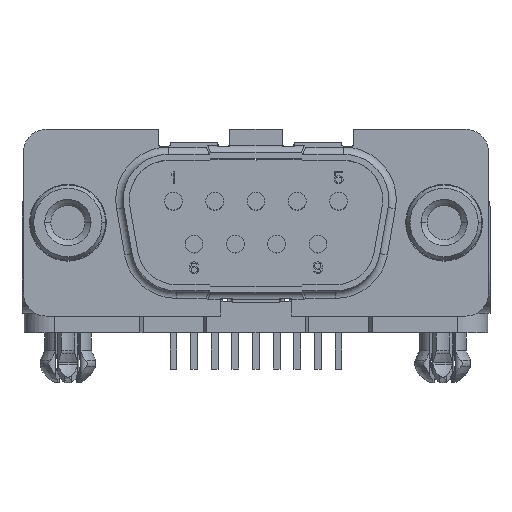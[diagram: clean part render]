
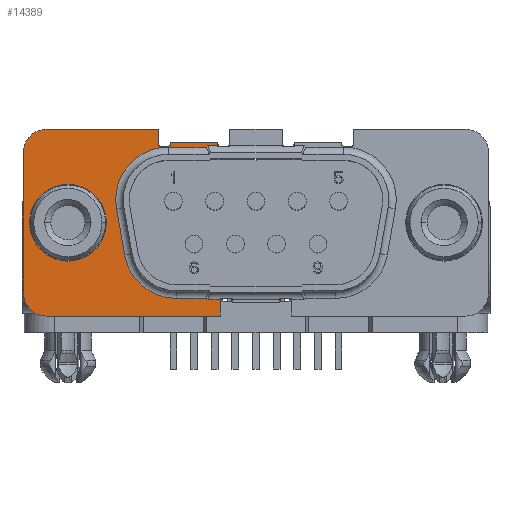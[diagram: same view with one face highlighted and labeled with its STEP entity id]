
A CAD part, top view. The second image highlights one B-rep face of the part: STEP entity #14389.
In plain terms, the highlighted planar face has unit normal (0, 0, 1).
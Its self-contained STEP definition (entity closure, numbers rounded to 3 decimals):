
#2846=CARTESIAN_POINT('',(-12.495,0.,-6.1));
#2847=DIRECTION('',(0.,0.,-1.));
#2848=DIRECTION('',(1.,0.,0.));
#2849=AXIS2_PLACEMENT_3D('',#2846,#2847,#2848);
#2851=CARTESIAN_POINT('',(-12.495,0.,-6.1));
#2852=DIRECTION('',(0.,0.,-1.));
#2853=DIRECTION('',(-1.,0.,0.));
#2854=AXIS2_PLACEMENT_3D('',#2851,#2852,#2853);
#2866=DIRECTION('',(-1.,0.,0.));
#2867=VECTOR('',#2866,0.832);
#2868=CARTESIAN_POINT('',(-2.375,-5.13,-6.1));
#2869=LINE('',#2868,#2867);
#2870=DIRECTION('',(0.,-1.,0.));
#2871=VECTOR('',#2870,0.08);
#2872=CARTESIAN_POINT('',(-2.375,-5.05,-6.1));
#2873=LINE('',#2872,#2871);
#2874=DIRECTION('',(1.,0.,0.));
#2875=VECTOR('',#2874,0.2);
#2876=CARTESIAN_POINT('',(-2.375,-5.05,-6.1));
#2877=LINE('',#2876,#2875);
#2878=DIRECTION('',(0.,1.,0.));
#2879=VECTOR('',#2878,0.95);
#2880=CARTESIAN_POINT('',(-2.375,-6.2,-6.1));
#2881=LINE('',#2880,#2879);
#2882=DIRECTION('',(1.,0.,0.));
#2883=VECTOR('',#2882,11.57);
#2884=CARTESIAN_POINT('',(-13.945,-6.2,-6.1));
#2885=LINE('',#2884,#2883);
#2886=CARTESIAN_POINT('',(-13.945,-4.7,-6.1));
#2887=DIRECTION('',(0.,0.,1.));
#2888=DIRECTION('',(-1.,0.,0.));
#2889=AXIS2_PLACEMENT_3D('',#2886,#2887,#2888);
#2891=DIRECTION('',(0.,-1.,0.));
#2892=VECTOR('',#2891,9.4);
#2893=CARTESIAN_POINT('',(-15.445,4.7,-6.1));
#2894=LINE('',#2893,#2892);
#2895=CARTESIAN_POINT('',(-13.945,4.7,-6.1));
#2896=DIRECTION('',(0.,0.,1.));
#2897=DIRECTION('',(0.,1.,0.));
#2898=AXIS2_PLACEMENT_3D('',#2895,#2896,#2897);
#2900=DIRECTION('',(-1.,0.,0.));
#2901=VECTOR('',#2900,7.46);
#2902=CARTESIAN_POINT('',(-6.485,6.2,-6.1));
#2903=LINE('',#2902,#2901);
#2904=DIRECTION('',(0.,1.,0.));
#2905=VECTOR('',#2904,0.95);
#2906=CARTESIAN_POINT('',(-6.485,5.25,-6.1));
#2907=LINE('',#2906,#2905);
#2908=DIRECTION('',(-1.,0.,0.));
#2909=VECTOR('',#2908,0.4);
#2910=CARTESIAN_POINT('',(-5.885,5.05,-6.1));
#2911=LINE('',#2910,#2909);
#2912=DIRECTION('',(1.,0.,0.));
#2913=VECTOR('',#2912,3.15);
#2914=CARTESIAN_POINT('',(-5.685,5.3,-6.1));
#2915=LINE('',#2914,#2913);
#2916=DIRECTION('',(1.,0.,0.));
#2917=VECTOR('',#2916,0.2);
#2918=CARTESIAN_POINT('',(-2.535,5.05,-6.1));
#2919=LINE('',#2918,#2917);
#2920=DIRECTION('',(0.,1.,0.));
#2921=VECTOR('',#2920,0.08);
#2922=CARTESIAN_POINT('',(-2.535,5.05,-6.1));
#2923=LINE('',#2922,#2921);
#2924=DIRECTION('',(1.,0.,0.));
#2925=VECTOR('',#2924,0.672);
#2926=CARTESIAN_POINT('',(-3.207,5.13,-6.1));
#2927=LINE('',#2926,#2925);
#2928=DIRECTION('',(0.707,0.707,0.));
#2929=VECTOR('',#2928,0.141);
#2930=CARTESIAN_POINT('',(-3.307,5.03,-6.1));
#2931=LINE('',#2930,#2929);
#2932=DIRECTION('',(1.,0.,0.));
#2933=VECTOR('',#2932,2.513);
#2934=CARTESIAN_POINT('',(-5.82,5.03,-6.1));
#2935=LINE('',#2934,#2933);
#2936=CARTESIAN_POINT('',(-5.82,1.53,-6.1));
#2937=DIRECTION('',(0.,0.,-1.));
#2938=DIRECTION('',(-0.985,-0.174,0.));
#2939=AXIS2_PLACEMENT_3D('',#2936,#2937,#2938);
#2941=DIRECTION('',(-0.174,0.985,0.));
#2942=VECTOR('',#2941,3.107);
#2943=CARTESIAN_POINT('',(-8.727,-2.138,-6.1));
#2944=LINE('',#2943,#2942);
#2945=CARTESIAN_POINT('',(-5.28,-1.53,-6.1));
#2946=DIRECTION('',(0.,0.,-1.));
#2947=DIRECTION('',(0.,-1.,0.));
#2948=AXIS2_PLACEMENT_3D('',#2945,#2946,#2947);
#2950=DIRECTION('',(-1.,0.,0.));
#2951=VECTOR('',#2950,1.973);
#2952=CARTESIAN_POINT('',(-3.307,-5.03,-6.1));
#2953=LINE('',#2952,#2951);
#2954=DIRECTION('',(-0.707,0.707,0.));
#2955=VECTOR('',#2954,0.141);
#2956=CARTESIAN_POINT('',(-3.207,-5.13,-6.1));
#2957=LINE('',#2956,#2955);
#4130=CARTESIAN_POINT('',(-3.307,-5.03,-6.1));
#4206=CARTESIAN_POINT('',(-3.207,5.13,-6.1));
#5344=DIRECTION('',(0.,-1.,0.));
#5345=VECTOR('',#5344,0.05);
#5346=CARTESIAN_POINT('',(-5.685,5.3,-6.1));
#5347=LINE('',#5346,#5345);
#5356=DIRECTION('',(0.,-1.,0.));
#5357=VECTOR('',#5356,0.05);
#5358=CARTESIAN_POINT('',(-2.535,5.3,-6.1));
#5359=LINE('',#5358,#5357);
#5377=CARTESIAN_POINT('',(-2.335,5.25,-6.1));
#5378=DIRECTION('',(0.,0.,-1.));
#5379=DIRECTION('',(0.,-1.,0.));
#5380=AXIS2_PLACEMENT_3D('',#5377,#5378,#5379);
#5395=CARTESIAN_POINT('',(-5.885,5.25,-6.1));
#5396=DIRECTION('',(0.,0.,-1.));
#5397=DIRECTION('',(1.,0.,0.));
#5398=AXIS2_PLACEMENT_3D('',#5395,#5396,#5397);
#7903=CARTESIAN_POINT('',(-2.175,-5.25,-6.1));
#7904=DIRECTION('',(0.,0.,-1.));
#7905=DIRECTION('',(-1.,0.,0.));
#7906=AXIS2_PLACEMENT_3D('',#7903,#7904,#7905);
#8045=CARTESIAN_POINT('',(-6.285,5.25,-6.1));
#8046=DIRECTION('',(0.,0.,-1.));
#8047=DIRECTION('',(0.,-1.,0.));
#8048=AXIS2_PLACEMENT_3D('',#8045,#8046,#8047);
#9572=CARTESIAN_POINT('',(-9.945,0.,-6.1));
#9573=CARTESIAN_POINT('',(-15.045,0.,-6.1));
#9574=VERTEX_POINT('',#9572);
#9575=VERTEX_POINT('',#9573);
#9584=CARTESIAN_POINT('',(-6.485,6.2,-6.1));
#9585=CARTESIAN_POINT('',(-13.945,6.2,-6.1));
#9586=VERTEX_POINT('',#9584);
#9587=VERTEX_POINT('',#9585);
#9588=CARTESIAN_POINT('',(-15.445,4.7,-6.1));
#9589=VERTEX_POINT('',#9588);
#9590=CARTESIAN_POINT('',(-15.445,-4.7,-6.1));
#9591=VERTEX_POINT('',#9590);
#9592=CARTESIAN_POINT('',(-13.945,-6.2,-6.1));
#9593=VERTEX_POINT('',#9592);
#9594=CARTESIAN_POINT('',(-2.375,-6.2,-6.1));
#9595=VERTEX_POINT('',#9594);
#10403=CARTESIAN_POINT('',(-5.685,5.3,-6.1));
#10405=VERTEX_POINT('',#10403);
#10409=CARTESIAN_POINT('',(-2.535,5.3,-6.1));
#10411=VERTEX_POINT('',#10409);
#10435=CARTESIAN_POINT('',(-6.485,5.25,-6.1));
#10437=VERTEX_POINT('',#10435);
#10439=CARTESIAN_POINT('',(-6.285,5.05,-6.1));
#10441=VERTEX_POINT('',#10439);
#10460=CARTESIAN_POINT('',(-5.885,5.05,-6.1));
#10461=VERTEX_POINT('',#10460);
#10468=CARTESIAN_POINT('',(-5.685,5.25,-6.1));
#10469=VERTEX_POINT('',#10468);
#10476=CARTESIAN_POINT('',(-2.335,5.05,-6.1));
#10477=VERTEX_POINT('',#10476);
#10478=CARTESIAN_POINT('',(-2.535,5.25,-6.1));
#10479=VERTEX_POINT('',#10478);
#10499=CARTESIAN_POINT('',(-2.175,-5.05,-6.1));
#10501=VERTEX_POINT('',#10499);
#10503=CARTESIAN_POINT('',(-2.375,-5.25,-6.1));
#10505=VERTEX_POINT('',#10503);
#10525=VERTEX_POINT('',#4130);
#10527=VERTEX_POINT('',#4206);
#10548=CARTESIAN_POINT('',(-5.28,-5.03,-6.1));
#10549=CARTESIAN_POINT('',(-8.727,-2.138,-6.1));
#10550=VERTEX_POINT('',#10548);
#10551=VERTEX_POINT('',#10549);
#10554=CARTESIAN_POINT('',(-9.267,0.922,-6.1));
#10555=VERTEX_POINT('',#10554);
#10558=CARTESIAN_POINT('',(-5.82,5.03,-6.1));
#10559=VERTEX_POINT('',#10558);
#10560=CARTESIAN_POINT('',(-3.307,5.03,-6.1));
#10561=VERTEX_POINT('',#10560);
#10698=CARTESIAN_POINT('',(-2.535,5.13,-6.1));
#10699=VERTEX_POINT('',#10698);
#10700=CARTESIAN_POINT('',(-3.207,-5.13,-6.1));
#10701=VERTEX_POINT('',#10700);
#10702=CARTESIAN_POINT('',(-2.375,-5.13,-6.1));
#10703=VERTEX_POINT('',#10702);
#11097=CARTESIAN_POINT('',(-2.375,-5.05,-6.1));
#11099=VERTEX_POINT('',#11097);
#11108=CARTESIAN_POINT('',(-2.535,5.05,-6.1));
#11110=VERTEX_POINT('',#11108);
#14322=CARTESIAN_POINT('',(0.,0.,-6.1));
#14323=DIRECTION('',(0.,0.,1.));
#14324=DIRECTION('',(1.,0.,0.));
#14325=AXIS2_PLACEMENT_3D('',#14322,#14323,#14324);
#14326=PLANE('',#14325);
#14328=ORIENTED_EDGE('',*,*,#14327,.F.);
#14330=ORIENTED_EDGE('',*,*,#14329,.F.);
#14332=ORIENTED_EDGE('',*,*,#14331,.T.);
#14334=ORIENTED_EDGE('',*,*,#14333,.F.);
#14336=ORIENTED_EDGE('',*,*,#14335,.F.);
#14338=ORIENTED_EDGE('',*,*,#14337,.F.);
#14340=ORIENTED_EDGE('',*,*,#14339,.F.);
#14342=ORIENTED_EDGE('',*,*,#14341,.F.);
#14344=ORIENTED_EDGE('',*,*,#14343,.F.);
#14346=ORIENTED_EDGE('',*,*,#14345,.F.);
#14348=ORIENTED_EDGE('',*,*,#14347,.F.);
#14350=ORIENTED_EDGE('',*,*,#14349,.F.);
#14351=ORIENTED_EDGE('',*,*,#14275,.F.);
#14353=ORIENTED_EDGE('',*,*,#14352,.F.);
#14355=ORIENTED_EDGE('',*,*,#14354,.F.);
#14357=ORIENTED_EDGE('',*,*,#14356,.T.);
#14359=ORIENTED_EDGE('',*,*,#14358,.T.);
#14361=ORIENTED_EDGE('',*,*,#14360,.F.);
#14362=ORIENTED_EDGE('',*,*,#14257,.F.);
#14364=ORIENTED_EDGE('',*,*,#14363,.T.);
#14366=ORIENTED_EDGE('',*,*,#14365,.F.);
#14368=ORIENTED_EDGE('',*,*,#14367,.F.);
#14370=ORIENTED_EDGE('',*,*,#14369,.F.);
#14372=ORIENTED_EDGE('',*,*,#14371,.F.);
#14374=ORIENTED_EDGE('',*,*,#14373,.F.);
#14376=ORIENTED_EDGE('',*,*,#14375,.F.);
#14378=ORIENTED_EDGE('',*,*,#14377,.F.);
#14380=ORIENTED_EDGE('',*,*,#14379,.F.);
#14381=EDGE_LOOP('',(#14328,#14330,#14332,#14334,#14336,#14338,#14340,#14342,
#14344,#14346,#14348,#14350,#14351,#14353,#14355,#14357,#14359,#14361,#14362,
#14364,#14366,#14368,#14370,#14372,#14374,#14376,#14378,#14380));
#14382=FACE_OUTER_BOUND('',#14381,.F.);
#14384=ORIENTED_EDGE('',*,*,#14383,.F.);
#14386=ORIENTED_EDGE('',*,*,#14385,.F.);
#14387=EDGE_LOOP('',(#14384,#14386));
#14388=FACE_BOUND('',#14387,.F.);
#14389=ADVANCED_FACE('',(#14382,#14388),#14326,.T.);
#2850=CIRCLE('',#2849,2.55);
#2855=CIRCLE('',#2854,2.55);
#2890=CIRCLE('',#2889,1.5);
#2899=CIRCLE('',#2898,1.5);
#2940=CIRCLE('',#2939,3.5);
#2949=CIRCLE('',#2948,3.5);
#5381=CIRCLE('',#5380,0.2);
#5399=CIRCLE('',#5398,0.2);
#7907=CIRCLE('',#7906,0.2);
#8049=CIRCLE('',#8048,0.2);
#14257=EDGE_CURVE('',#11110,#10477,#2919,.T.);
#14275=EDGE_CURVE('',#10461,#10441,#2911,.T.);
#14327=EDGE_CURVE('',#10703,#10701,#2869,.T.);
#14329=EDGE_CURVE('',#11099,#10703,#2873,.T.);
#14331=EDGE_CURVE('',#11099,#10501,#2877,.T.);
#14333=EDGE_CURVE('',#10505,#10501,#7907,.T.);
#14335=EDGE_CURVE('',#9595,#10505,#2881,.T.);
#14337=EDGE_CURVE('',#9593,#9595,#2885,.T.);
#14339=EDGE_CURVE('',#9591,#9593,#2890,.T.);
#14341=EDGE_CURVE('',#9589,#9591,#2894,.T.);
#14343=EDGE_CURVE('',#9587,#9589,#2899,.T.);
#14345=EDGE_CURVE('',#9586,#9587,#2903,.T.);
#14347=EDGE_CURVE('',#10437,#9586,#2907,.T.);
#14349=EDGE_CURVE('',#10441,#10437,#8049,.T.);
#14352=EDGE_CURVE('',#10469,#10461,#5399,.T.);
#14354=EDGE_CURVE('',#10405,#10469,#5347,.T.);
#14356=EDGE_CURVE('',#10405,#10411,#2915,.T.);
#14358=EDGE_CURVE('',#10411,#10479,#5359,.T.);
#14360=EDGE_CURVE('',#10477,#10479,#5381,.T.);
#14363=EDGE_CURVE('',#11110,#10699,#2923,.T.);
#14365=EDGE_CURVE('',#10527,#10699,#2927,.T.);
#14367=EDGE_CURVE('',#10561,#10527,#2931,.T.);
#14369=EDGE_CURVE('',#10559,#10561,#2935,.T.);
#14371=EDGE_CURVE('',#10555,#10559,#2940,.T.);
#14373=EDGE_CURVE('',#10551,#10555,#2944,.T.);
#14375=EDGE_CURVE('',#10550,#10551,#2949,.T.);
#14377=EDGE_CURVE('',#10525,#10550,#2953,.T.);
#14379=EDGE_CURVE('',#10701,#10525,#2957,.T.);
#14383=EDGE_CURVE('',#9574,#9575,#2850,.T.);
#14385=EDGE_CURVE('',#9575,#9574,#2855,.T.);
